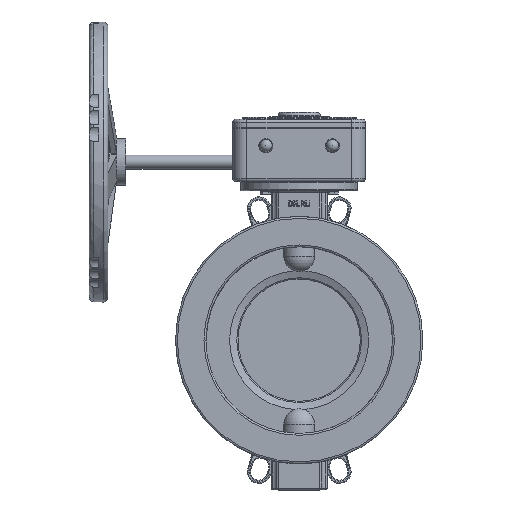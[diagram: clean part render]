
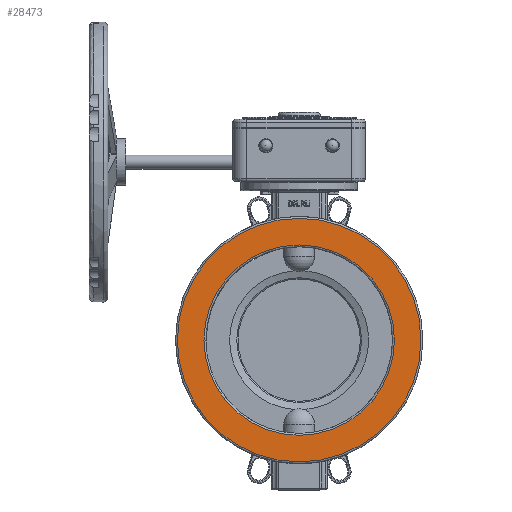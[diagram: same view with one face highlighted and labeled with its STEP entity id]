
A CAD part, top view. The second image highlights one B-rep face of the part: STEP entity #28473.
In plain terms, the highlighted planar face has unit normal (0, 0, 1).
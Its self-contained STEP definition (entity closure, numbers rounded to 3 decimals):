
#1334=CIRCLE('',#30655,102.);
#1337=CIRCLE('',#30659,130.5);
#2627=FACE_BOUND('',#5029,.T.);
#3270=FACE_OUTER_BOUND('',#5028,.T.);
#5028=EDGE_LOOP('',(#18854));
#5029=EDGE_LOOP('',(#18855));
#11420=VERTEX_POINT('',#43446);
#11422=VERTEX_POINT('',#43452);
#14164=EDGE_CURVE('',#11420,#11420,#1334,.T.);
#14167=EDGE_CURVE('',#11422,#11422,#1337,.T.);
#18854=ORIENTED_EDGE('',*,*,#14167,.F.);
#18855=ORIENTED_EDGE('',*,*,#14164,.F.);
#26115=PLANE('',#30658);
#28473=ADVANCED_FACE('',(#3270,#2627),#26115,.T.);
#30655=AXIS2_PLACEMENT_3D('',#43447,#34493,#34494);
#30658=AXIS2_PLACEMENT_3D('',#43451,#34499,#34500);
#30659=AXIS2_PLACEMENT_3D('',#43453,#34501,#34502);
#34493=DIRECTION('center_axis',(0.,0.,1.));
#34494=DIRECTION('ref_axis',(-1.,0.,0.));
#34499=DIRECTION('center_axis',(0.,0.,1.));
#34500=DIRECTION('ref_axis',(1.,0.,0.));
#34501=DIRECTION('center_axis',(0.,0.,-1.));
#34502=DIRECTION('ref_axis',(-1.,0.,0.));
#43446=CARTESIAN_POINT('',(102.,0.,30.));
#43447=CARTESIAN_POINT('Origin',(0.,0.,30.));
#43451=CARTESIAN_POINT('Origin',(0.,0.,30.));
#43452=CARTESIAN_POINT('',(-130.5,0.,30.));
#43453=CARTESIAN_POINT('Origin',(0.,0.,30.));
